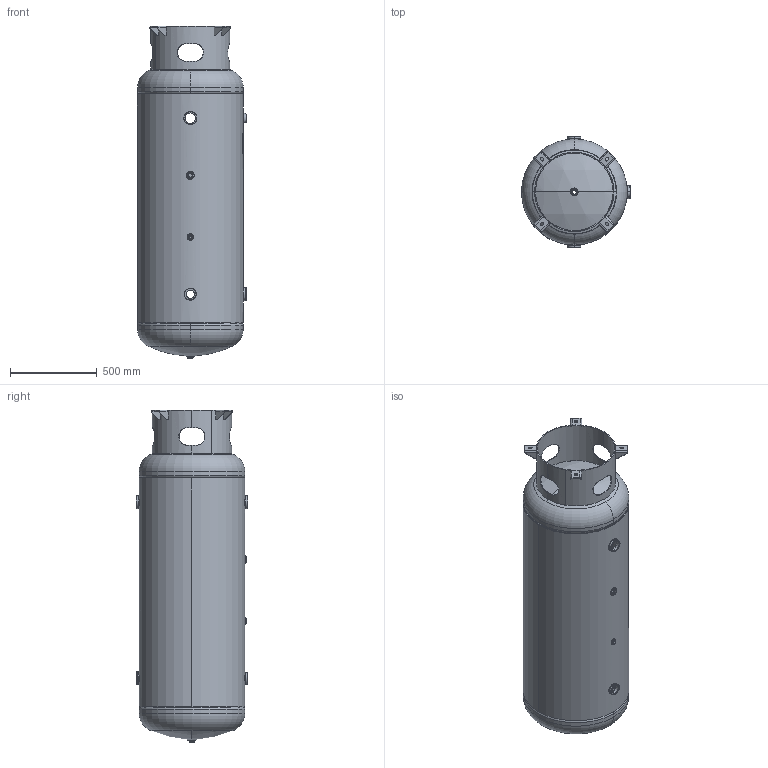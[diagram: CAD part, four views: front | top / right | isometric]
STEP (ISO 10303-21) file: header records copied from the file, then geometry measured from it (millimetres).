
FILE_DESCRIPTION (( 'STEP AP203' ), '1' );
FILE_NAME ('302422.STEP', '2012-02-14T18:58:03', ( '' ), ( '' ), 'SwSTEP 2.0', 'SolidWorks 2011', '' );
FILE_SCHEMA (( 'CONFIG_CONTROL_DESIGN' ));
Length unit declared in the file: inch
Products named in the file (1): 302422
Bounding box: 628.9 x 644.19 x 1915.21 mm (x, y, z)
Surface area: 7381266.2 mm2 (no closed solid volume)
Topology: 0 solids, 28 shells, 287 faces, 769 edges, 492 vertices
Faces by surface type: plane 99, cylinder 89, torus 74, bspline 19, sphere 6
Full cylindrical faces by diameter (mm): 596.9 x1, 609.6 x1
Entity records: 15921 total; most frequent: CARTESIAN_POINT 8748, DIRECTION 1552, ORIENTED_EDGE 1328, EDGE_CURVE 769, AXIS2_PLACEMENT_3D 635, VERTEX_POINT 492, CIRCLE 366, EDGE_LOOP 331
